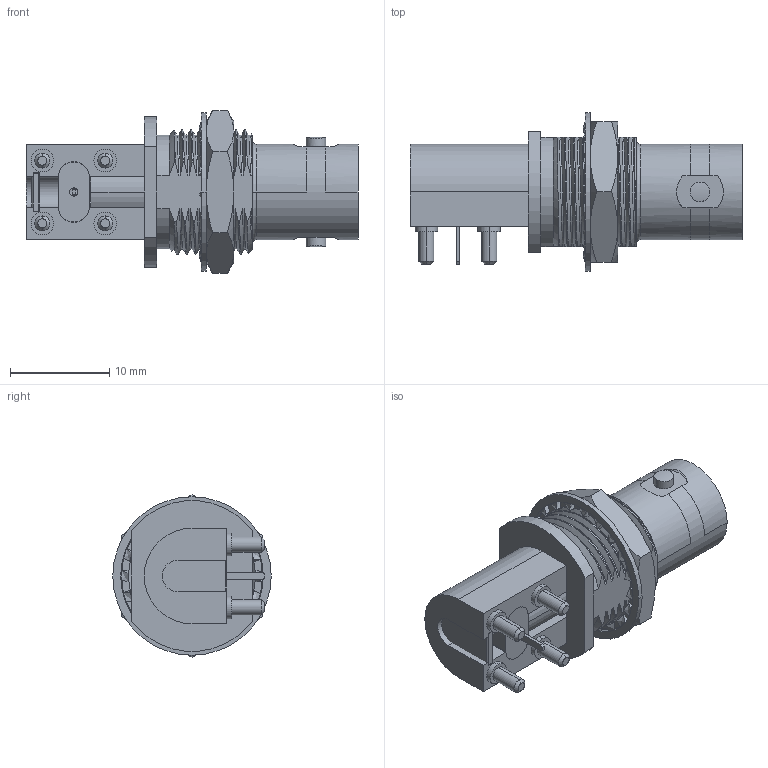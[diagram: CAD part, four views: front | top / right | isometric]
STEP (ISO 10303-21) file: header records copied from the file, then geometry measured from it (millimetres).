
FILE_DESCRIPTION((''),'2;1');
FILE_NAME('31-70330_SW0001','2016-02-24T',('Viji'),(''),'PRO/ENGINEER BY PARAMETRIC TECHNOLOGY CORPORATION, 2014440','PRO/ENGINEER BY PARAMETRIC TECHNOLOGY CORPORATION, 2014440','');
FILE_SCHEMA(('CONFIG_CONTROL_DESIGN'));
Length unit declared in the file: inch
Products named in the file (1): 31-70330_SW0001
Bounding box: 33.53 x 16 x 16.42 mm (x, y, z)
Surface area: 2970.6 mm2 (no closed solid volume)
Topology: 0 solids, 30 shells, 315 faces, 965 edges, 690 vertices
Faces by surface type: bspline 120, plane 90, cylinder 66, cone 37, torus 2
Entity records: 29714 total; most frequent: CARTESIAN_POINT 21804, ORIENTED_EDGE 1609, DIRECTION 1366, EDGE_CURVE 965, VERTEX_POINT 690, VECTOR 530, LINE 530, AXIS2_PLACEMENT_3D 418
